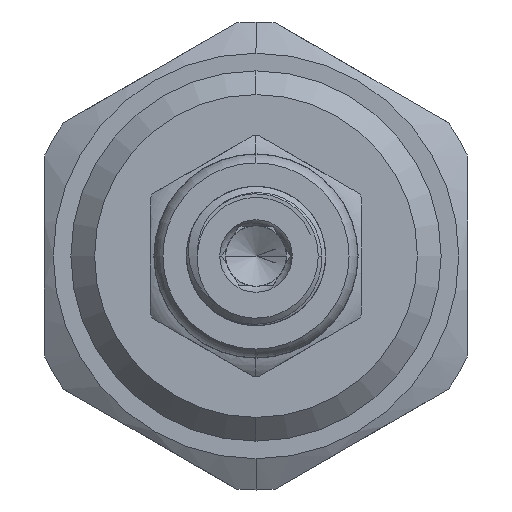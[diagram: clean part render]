
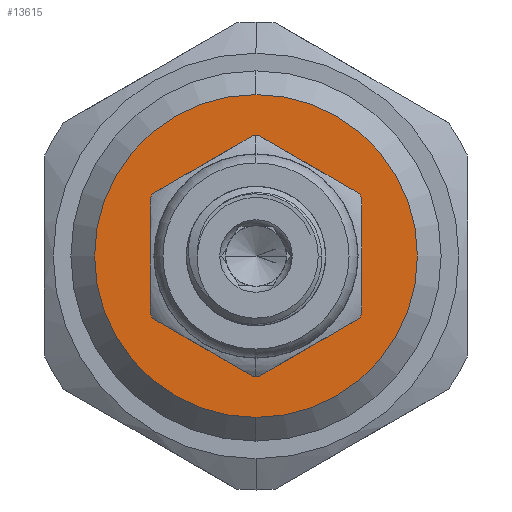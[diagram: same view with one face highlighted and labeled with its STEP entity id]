
A CAD part, left-side view. The second image highlights one B-rep face of the part: STEP entity #13615.
In plain terms, the highlighted planar face has unit normal (-1, 0, 0).
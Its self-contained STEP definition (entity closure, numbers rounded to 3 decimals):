
#238 = VERTEX_POINT ( 'NONE', #4530 ) ;
#754 = AXIS2_PLACEMENT_3D ( 'NONE', #13696, #3891, #3935 ) ;
#1022 = DIRECTION ( 'NONE',  ( 0., 0., -1. ) ) ;
#1138 = ORIENTED_EDGE ( 'NONE', *, *, #10344, .T. ) ;
#1218 = ORIENTED_EDGE ( 'NONE', *, *, #11382, .T. ) ;
#1471 = VERTEX_POINT ( 'NONE', #4447 ) ;
#1579 = CIRCLE ( 'NONE', #12242, 6.875 ) ;
#1772 = DIRECTION ( 'NONE',  ( 0., 0., 1. ) ) ;
#2149 = DIRECTION ( 'NONE',  ( 1., 0., 0. ) ) ;
#3127 = DIRECTION ( 'NONE',  ( -1., 0., 0. ) ) ;
#3817 = CARTESIAN_POINT ( 'NONE',  ( -65.07, 0., 6.875 ) ) ;
#3891 = DIRECTION ( 'NONE',  ( -1., 0., 0. ) ) ;
#3935 = DIRECTION ( 'NONE',  ( 0., 0., 1. ) ) ;
#4123 = EDGE_CURVE ( 'NONE', #10035, #1471, #1579, .T. ) ;
#4447 = CARTESIAN_POINT ( 'NONE',  ( -65.07, 0., -6.875 ) ) ;
#4530 = CARTESIAN_POINT ( 'NONE',  ( -65.07, 0., 10.9 ) ) ;
#5214 = CARTESIAN_POINT ( 'NONE',  ( -65.07, 0., 0. ) ) ;
#5851 = AXIS2_PLACEMENT_3D ( 'NONE', #11821, #3127, #7318 ) ;
#6354 = VERTEX_POINT ( 'NONE', #11990 ) ;
#6395 = ORIENTED_EDGE ( 'NONE', *, *, #4123, .T. ) ;
#6585 = EDGE_LOOP ( 'NONE', ( #6395, #9522 ) ) ;
#7052 = AXIS2_PLACEMENT_3D ( 'NONE', #9367, #13574, #1772 ) ;
#7078 = FACE_BOUND ( 'NONE', #6585, .T. ) ;
#7247 = CARTESIAN_POINT ( 'NONE',  ( -65.07, 0., 0. ) ) ;
#7318 = DIRECTION ( 'NONE',  ( 0., 0., 1. ) ) ;
#7539 = EDGE_LOOP ( 'NONE', ( #1138, #1218 ) ) ;
#8613 = EDGE_CURVE ( 'NONE', #1471, #10035, #10752, .T. ) ;
#9032 = CIRCLE ( 'NONE', #5851, 10.9 ) ;
#9272 = PLANE ( 'NONE',  #7052 ) ;
#9367 = CARTESIAN_POINT ( 'NONE',  ( -65.07, 0., 0. ) ) ;
#9522 = ORIENTED_EDGE ( 'NONE', *, *, #8613, .T. ) ;
#9990 = AXIS2_PLACEMENT_3D ( 'NONE', #5214, #2149, #12751 ) ;
#10035 = VERTEX_POINT ( 'NONE', #3817 ) ;
#10344 = EDGE_CURVE ( 'NONE', #6354, #238, #9032, .T. ) ;
#10752 = CIRCLE ( 'NONE', #9990, 6.875 ) ;
#11065 = CIRCLE ( 'NONE', #754, 10.9 ) ;
#11382 = EDGE_CURVE ( 'NONE', #238, #6354, #11065, .T. ) ;
#11649 = DIRECTION ( 'NONE',  ( 1., 0., 0. ) ) ;
#11821 = CARTESIAN_POINT ( 'NONE',  ( -65.07, 0., 0. ) ) ;
#11990 = CARTESIAN_POINT ( 'NONE',  ( -65.07, 0., -10.9 ) ) ;
#12242 = AXIS2_PLACEMENT_3D ( 'NONE', #7247, #11649, #1022 ) ;
#12751 = DIRECTION ( 'NONE',  ( 0., 0., -1. ) ) ;
#13000 = FACE_OUTER_BOUND ( 'NONE', #7539, .T. ) ;
#13574 = DIRECTION ( 'NONE',  ( -1., 0., 0. ) ) ;
#13615 = ADVANCED_FACE ( 'NONE', ( #7078, #13000 ), #9272, .T. ) ;
#13696 = CARTESIAN_POINT ( 'NONE',  ( -65.07, 0., 0. ) ) ;
